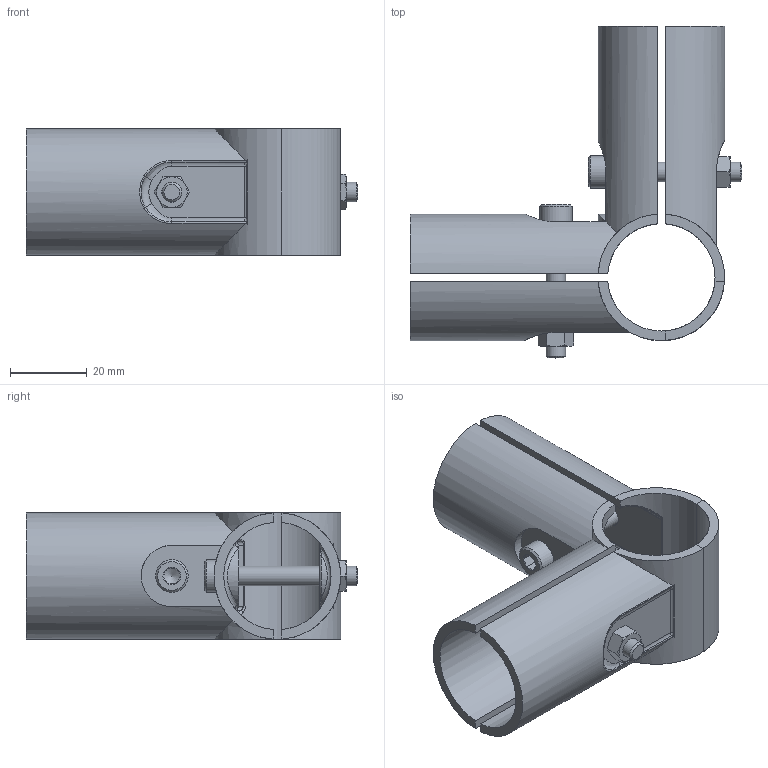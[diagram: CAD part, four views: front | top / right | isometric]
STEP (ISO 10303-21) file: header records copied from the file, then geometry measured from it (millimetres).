
FILE_DESCRIPTION(('STEP AP203'), '1');
FILE_NAME('栖闉罻10', '', ('UNSPECIFIED'), ('UNSPECIFIED'), 'ASCON STEP Converter 1.6', 'ASCON Math Kernel', '');
FILE_SCHEMA(('CONFIG_CONTROL_DESIGN'));
Length unit declared in the file: millimetre
Products named in the file (5): DIN_EN_ISO_4762_M5x35; M5 Nut
Assembly tree (7 placements, depth 2):
  (unnamed)
    (unnamed)  x2
    (unnamed)
    DIN_EN_ISO_4762_M5x35  x2
    M5 Nut  x2
Bounding box: 86.5 x 86.5 x 33 mm (x, y, z)
Volume: 33157.6 mm3; surface area: 29141.9 mm2
Topology: 7 solids, 9 shells, 275 faces, 656 edges, 396 vertices
Faces by surface type: bspline 76, cylinder 69, plane 68, cone 50, torus 12
Full cylindrical faces by diameter (mm): 5.1 x2, 5.2 x4, 8.5 x2
Entity records: 13742 total; most frequent: CARTESIAN_POINT 8928, ORIENTED_EDGE 729, DIRECTION 526, EDGE_CURVE 366, VERTEX_POINT 235, AXIS2_PLACEMENT_3D 215, EDGE_LOOP 188, FACE_BOUND 166
